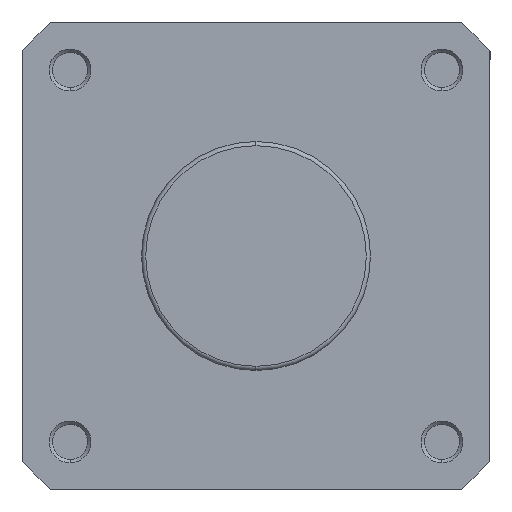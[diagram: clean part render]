
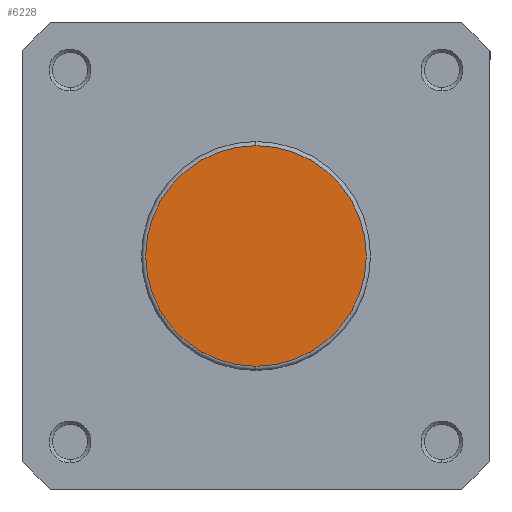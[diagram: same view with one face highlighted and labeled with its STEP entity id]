
A CAD part, left-side view. The second image highlights one B-rep face of the part: STEP entity #6228.
In plain terms, the highlighted planar face has unit normal (-1, 0, 0).
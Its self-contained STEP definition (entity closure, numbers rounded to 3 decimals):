
#198 = CARTESIAN_POINT ( 'NONE',  ( 0., 0., 0. ) ) ;
#199 = DIRECTION ( 'NONE',  ( -1., 0., 0. ) ) ;
#200 = DIRECTION ( 'NONE',  ( 0., 0., -1. ) ) ;
#366 = CARTESIAN_POINT ( 'NONE',  ( 0., 0., 0. ) ) ;
#373 = DIRECTION ( 'NONE',  ( -1., 0., 0. ) ) ;
#374 = DIRECTION ( 'NONE',  ( 0., 0., -1. ) ) ;
#609 = CARTESIAN_POINT ( 'NONE',  ( 0., 0., -26.4 ) ) ;
#650 = CARTESIAN_POINT ( 'NONE',  ( 0., 0., 26.4 ) ) ;
#1210 = PLANE ( 'NONE',  #2960 ) ;
#1211 = CARTESIAN_POINT ( 'NONE',  ( 0., 27.4, 0. ) ) ;
#1220 = DIRECTION ( 'NONE',  ( 1., 0., 0. ) ) ;
#1221 = DIRECTION ( 'NONE',  ( 0., 0., -1. ) ) ;
#2032 = ORIENTED_EDGE ( 'NONE', *, *, #3291, .T. ) ;
#2033 = ORIENTED_EDGE ( 'NONE', *, *, #4841, .T. ) ;
#2140 = EDGE_LOOP ( 'NONE', ( #2033, #2032 ) ) ;
#2766 = AXIS2_PLACEMENT_3D ( 'NONE', #198, #199, #200 ) ;
#2806 = AXIS2_PLACEMENT_3D ( 'NONE', #366, #373, #374 ) ;
#2960 = AXIS2_PLACEMENT_3D ( 'NONE', #1211, #1220, #1221 ) ;
#3291 = EDGE_CURVE ( 'NONE', #5249, #5208, #4327, .T. ) ;
#4327 = CIRCLE ( 'NONE', #2766, 26.4 ) ;
#4429 = CIRCLE ( 'NONE', #2806, 26.4 ) ;
#4731 = FACE_OUTER_BOUND ( 'NONE', #2140, .T. ) ;
#4841 = EDGE_CURVE ( 'NONE', #5208, #5249, #4429, .T. ) ;
#5208 = VERTEX_POINT ( 'NONE', #609 ) ;
#5249 = VERTEX_POINT ( 'NONE', #650 ) ;
#6228 = ADVANCED_FACE ( 'NONE', ( #4731 ), #1210, .F. ) ;
